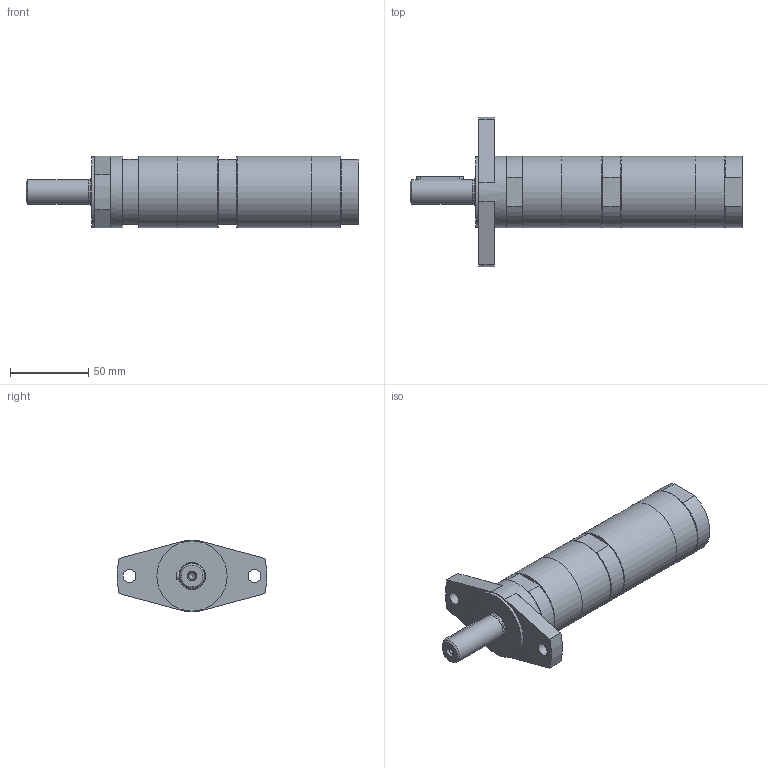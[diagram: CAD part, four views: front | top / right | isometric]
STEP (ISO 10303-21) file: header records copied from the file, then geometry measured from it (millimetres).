
FILE_DESCRIPTION(/* description */ (''),/* implementation_level */ '2;1');
FILE_NAME(/* name */ 'MUD 62-230 F80_60031397.stp',/* time_stamp */ '2018-12-10T15:45:03+01:00',/* author */ ('flambert'),/* organization */ (''),/* preprocessor_version */ 'ST-DEVELOPER v17',/* originating_system */ 'Autodesk Inventor 2018',/* authorisation */ '');
FILE_SCHEMA (('AUTOMOTIVE_DESIGN { 1 0 10303 214 3 1 1 }'));
Length unit declared in the file: millimetre
Products named in the file (1): MUD 62-230 F80_60031397
Bounding box: 212.5 x 95.7 x 46 mm (x, y, z)
Volume: 300156.4 mm3; surface area: 41027.3 mm2
Topology: 1 solids, 4 shells, 192 faces, 505 edges, 340 vertices
Faces by surface type: plane 109, cylinder 47, cone 26, bspline 7, torus 3
Full cylindrical faces by diameter (mm): 4.134 x1, 8.3 x2, 11.445 x2, 16 x1, 16.95 x1, 17.5 x1, 18.631 x1, 19.564 x1, 21.5 x1, 23 x2, 38 x1, 38.376 x1, 41.991 x2, 42 x1, 45 x1, 46 x5
Entity records: 6338 total; most frequent: CARTESIAN_POINT 1194, DIRECTION 1040, ORIENTED_EDGE 1008, EDGE_CURVE 504, AXIS2_PLACEMENT_3D 382, VERTEX_POINT 340, LINE 276, VECTOR 276
